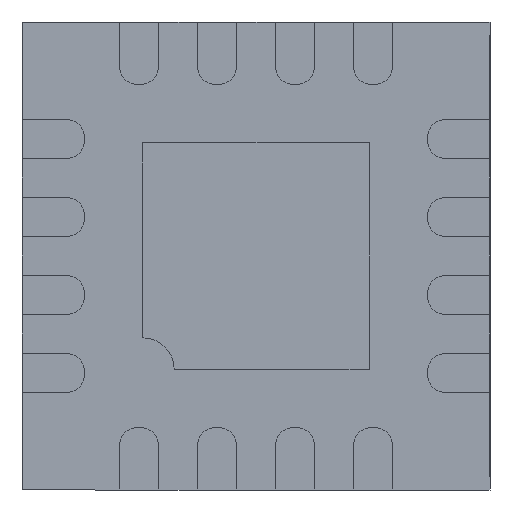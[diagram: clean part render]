
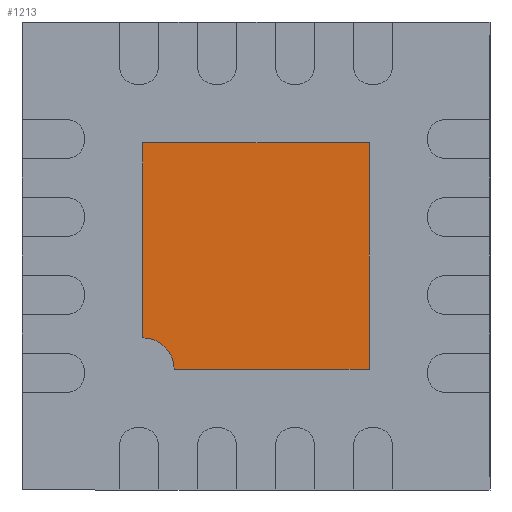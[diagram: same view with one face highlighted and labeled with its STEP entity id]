
A CAD part, front view. The second image highlights one B-rep face of the part: STEP entity #1213.
In plain terms, the highlighted planar face has unit normal (0, -1, 0).
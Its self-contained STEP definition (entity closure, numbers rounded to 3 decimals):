
#16 = CARTESIAN_POINT ( 'NONE',  ( 0.725, 0., -0.725 ) ) ;
#470 = CIRCLE ( 'NONE', #1043, 0.2 ) ;
#600 = VECTOR ( 'NONE', #1761, 1000. ) ;
#787 = VECTOR ( 'NONE', #4269, 1000. ) ;
#912 = FACE_OUTER_BOUND ( 'NONE', #2642, .T. ) ;
#1018 = ORIENTED_EDGE ( 'NONE', *, *, #2501, .T. ) ;
#1043 = AXIS2_PLACEMENT_3D ( 'NONE', #5579, #3254, #7380 ) ;
#1110 = CARTESIAN_POINT ( 'NONE',  ( 0.725, 0., 0.725 ) ) ;
#1161 = VECTOR ( 'NONE', #2186, 1000. ) ;
#1213 = ADVANCED_FACE ( 'NONE', ( #912 ), #6995, .F. ) ;
#1375 = CARTESIAN_POINT ( 'NONE',  ( -0.725, 0., 0.725 ) ) ;
#1434 = VERTEX_POINT ( 'NONE', #4943 ) ;
#1761 = DIRECTION ( 'NONE',  ( -1., 0., 0. ) ) ;
#2015 = EDGE_CURVE ( 'NONE', #6728, #7549, #3011, .T. ) ;
#2047 = CARTESIAN_POINT ( 'NONE',  ( -0.725, 0., 0.725 ) ) ;
#2186 = DIRECTION ( 'NONE',  ( 1., 0., 0. ) ) ;
#2218 = DIRECTION ( 'NONE',  ( 0., 1., 0. ) ) ;
#2288 = DIRECTION ( 'NONE',  ( 0., 0., 1. ) ) ;
#2501 = EDGE_CURVE ( 'NONE', #1434, #3384, #6051, .T. ) ;
#2624 = ORIENTED_EDGE ( 'NONE', *, *, #6564, .T. ) ;
#2642 = EDGE_LOOP ( 'NONE', ( #5743, #2765, #2624, #1018, #3372 ) ) ;
#2765 = ORIENTED_EDGE ( 'NONE', *, *, #3595, .T. ) ;
#3011 = LINE ( 'NONE', #1110, #600 ) ;
#3217 = DIRECTION ( 'NONE',  ( 0., 0., -1. ) ) ;
#3254 = DIRECTION ( 'NONE',  ( 0., 1., 0. ) ) ;
#3372 = ORIENTED_EDGE ( 'NONE', *, *, #6890, .T. ) ;
#3384 = VERTEX_POINT ( 'NONE', #4186 ) ;
#3595 = EDGE_CURVE ( 'NONE', #7549, #5682, #4079, .T. ) ;
#4079 = LINE ( 'NONE', #2047, #4363 ) ;
#4186 = CARTESIAN_POINT ( 'NONE',  ( 0.725, 0., -0.725 ) ) ;
#4269 = DIRECTION ( 'NONE',  ( 0., 0., 1. ) ) ;
#4363 = VECTOR ( 'NONE', #3217, 1000. ) ;
#4520 = CARTESIAN_POINT ( 'NONE',  ( 0.725, 0., -0.725 ) ) ;
#4704 = CARTESIAN_POINT ( 'NONE',  ( -0.725, 0., -0.525 ) ) ;
#4884 = AXIS2_PLACEMENT_3D ( 'NONE', #5763, #2218, #2288 ) ;
#4943 = CARTESIAN_POINT ( 'NONE',  ( -0.525, 0., -0.725 ) ) ;
#5215 = LINE ( 'NONE', #16, #787 ) ;
#5579 = CARTESIAN_POINT ( 'NONE',  ( -0.725, 0., -0.725 ) ) ;
#5682 = VERTEX_POINT ( 'NONE', #4704 ) ;
#5743 = ORIENTED_EDGE ( 'NONE', *, *, #2015, .T. ) ;
#5763 = CARTESIAN_POINT ( 'NONE',  ( -0.725, 0., -0.725 ) ) ;
#6051 = LINE ( 'NONE', #4520, #1161 ) ;
#6564 = EDGE_CURVE ( 'NONE', #5682, #1434, #470, .T. ) ;
#6728 = VERTEX_POINT ( 'NONE', #6992 ) ;
#6890 = EDGE_CURVE ( 'NONE', #3384, #6728, #5215, .T. ) ;
#6992 = CARTESIAN_POINT ( 'NONE',  ( 0.725, 0., 0.725 ) ) ;
#6995 = PLANE ( 'NONE',  #4884 ) ;
#7380 = DIRECTION ( 'NONE',  ( 0., 0., 1. ) ) ;
#7549 = VERTEX_POINT ( 'NONE', #1375 ) ;
